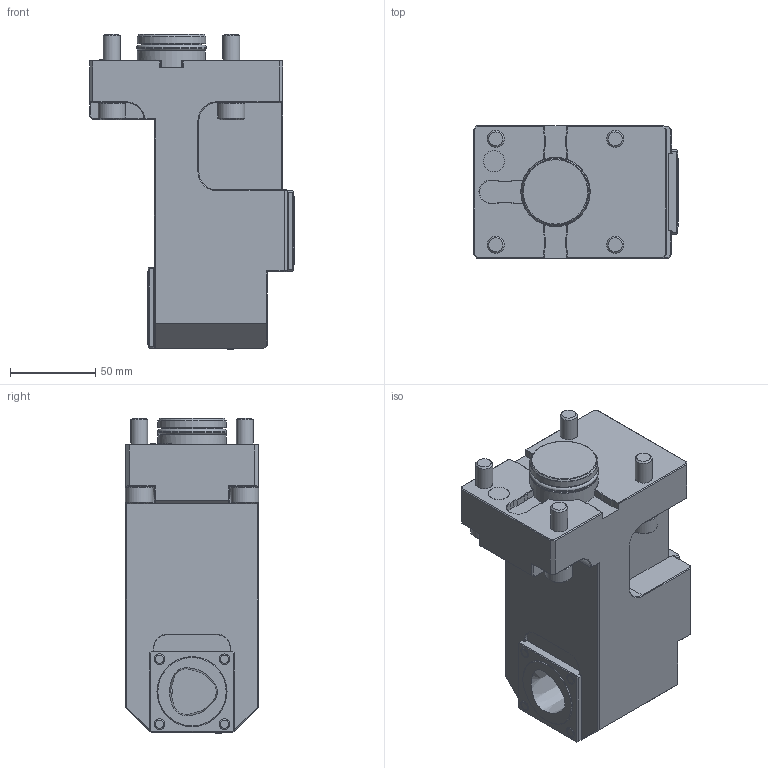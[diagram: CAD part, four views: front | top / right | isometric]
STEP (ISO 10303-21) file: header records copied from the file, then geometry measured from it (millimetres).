
FILE_DESCRIPTION(/* description */ (''),/* implementation_level */ '2;1');
FILE_NAME(/* name */ '1617108703637.stp',/* time_stamp */ '2021-03-30T14:51:49+02:00',/* author */ (''),/* organization */ ('SMS'),/* preprocessor_version */ 'ST-DEVELOPER v16.7',/* originating_system */ 'SIEMENS PLM Software NX 12.0',/* authorisation */ '');
FILE_SCHEMA (('AUTOMOTIVE_DESIGN { 1 0 10303 214 3 1 1 1 }'));
Length unit declared in the file: millimetre
Products named in the file (1): 203456279mod000_00
Bounding box: 120 x 78 x 184.54 mm (x, y, z)
Volume: 973194.9 mm3; surface area: 86421.7 mm2
Topology: 1 solids, 1 shells, 341 faces, 843 edges, 529 vertices
Faces by surface type: plane 235, cylinder 46, cone 41, sphere 9, torus 8, bspline 2
Full cylindrical faces by diameter (mm): 2.5 x2, 5.7 x1, 7.2 x4, 10 x4, 12.4 x1, 16 x4, 35.2 x1, 39.9 x2, 40 x1, 40.6 x1
Entity records: 9884 total; most frequent: CARTESIAN_POINT 2124, DIRECTION 1571, ORIENTED_EDGE 1522, EDGE_CURVE 761, LINE 547, VECTOR 547, AXIS2_PLACEMENT_3D 512, VERTEX_POINT 500
